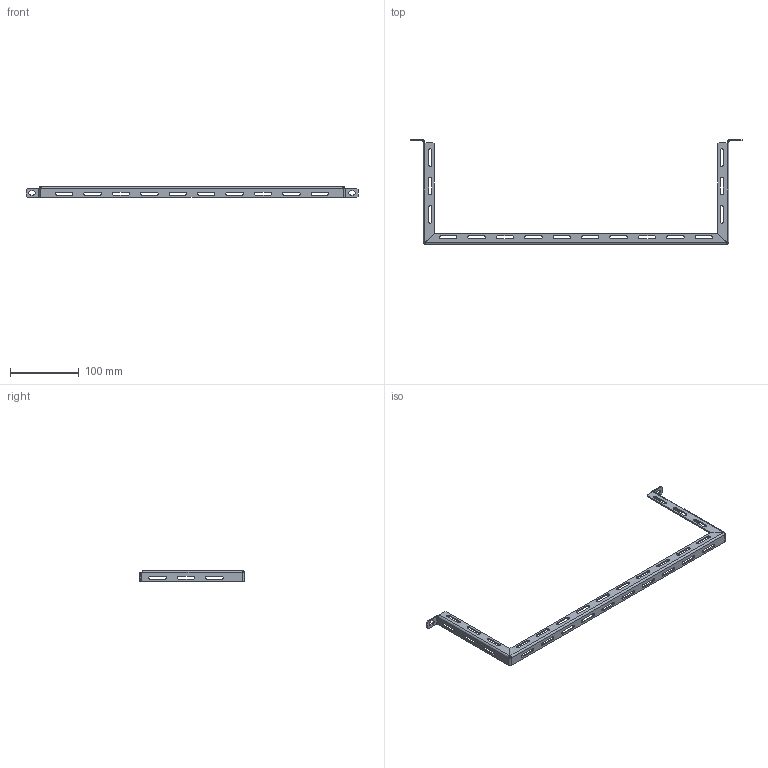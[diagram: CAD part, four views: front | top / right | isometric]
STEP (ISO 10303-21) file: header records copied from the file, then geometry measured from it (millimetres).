
FILE_DESCRIPTION(/* description */ ('Unknown'),/* implementation_level */ '2;1');
FILE_NAME(/* name */ 'HCM196BK',/* time_stamp */ '2019-07-25T09:20:12-04:00',/* author */ ('Unknown'),/* organization */ ('Unknown'),/* preprocessor_version */ 'ST-DEVELOPER v16.7',/* originating_system */ 'DEX',/* authorisation */ $);
FILE_SCHEMA (('AUTOMOTIVE_DESIGN {1 0 10303 214 3 1 1}'));
Length unit declared in the file: millimetre
Products named in the file (1): COM57141-6
Bounding box: 482.6 x 152.4 x 15.88 mm (x, y, z)
Volume: 32471.6 mm3; surface area: 41911 mm2
Topology: 1 solids, 1 shells, 196 faces, 562 edges, 368 vertices
Faces by surface type: plane 110, cylinder 82, bspline 4
Entity records: 6627 total; most frequent: CARTESIAN_POINT 1223, ORIENTED_EDGE 1124, DIRECTION 1100, EDGE_CURVE 562, LINE 386, VECTOR 386, VERTEX_POINT 368, AXIS2_PLACEMENT_3D 357
